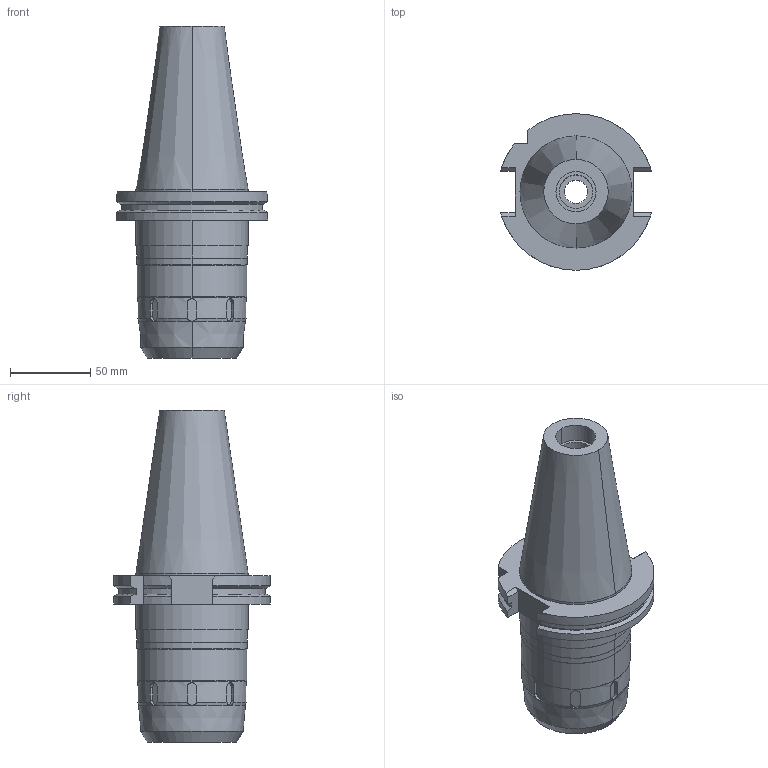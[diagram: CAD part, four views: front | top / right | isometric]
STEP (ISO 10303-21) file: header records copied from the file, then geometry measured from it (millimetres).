
FILE_DESCRIPTION((''),'2;1');
FILE_NAME('BDV50-HMC32S-105','2018-03-20T',('ykawabe'),(''),'CREO PARAMETRIC BY PTC INC, 2016380','CREO PARAMETRIC BY PTC INC, 2016380','');
FILE_SCHEMA(('AUTOMOTIVE_DESIGN { 1 0 10303 214 1 1 1 1 }'));
Length unit declared in the file: millimetre
Products named in the file (1): BDV50-HMC32S-105
Bounding box: 94.05 x 97.5 x 206.75 mm (x, y, z)
Volume: 556383.5 mm3; surface area: 70645.2 mm2
Topology: 1 solids, 1 shells, 117 faces, 345 edges, 238 vertices
Faces by surface type: plane 52, cylinder 47, cone 18
Entity records: 5351 total; most frequent: CARTESIAN_POINT 1007, ORIENTED_EDGE 690, DIRECTION 661, PRESENTATION_STYLE_ASSIGNMENT 350, STYLED_ITEM 350, CURVE_STYLE 349, EDGE_CURVE 345, AXIS2_PLACEMENT_3D 252
